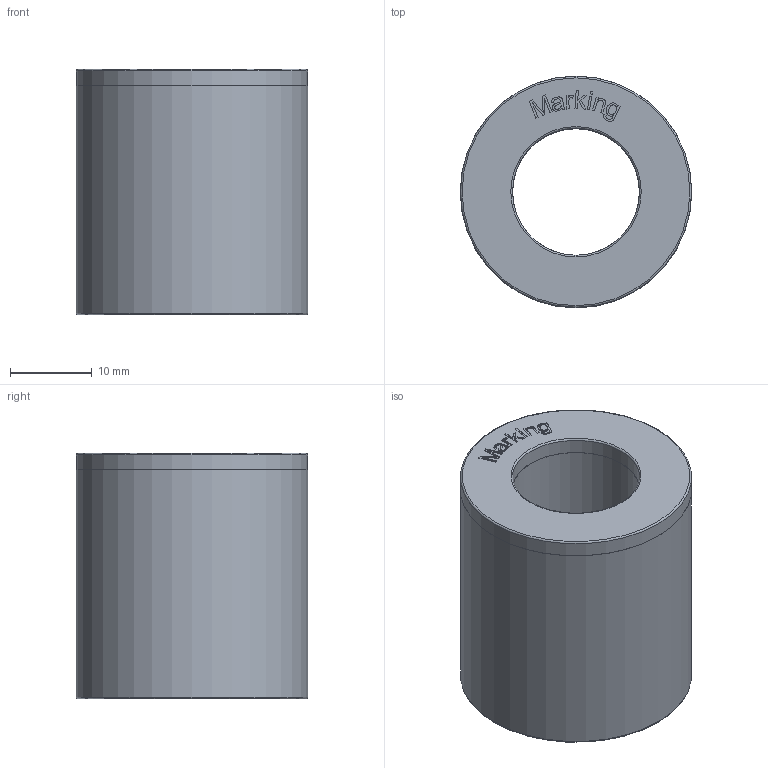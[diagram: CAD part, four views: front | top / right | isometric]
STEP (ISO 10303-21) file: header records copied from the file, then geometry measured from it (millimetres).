
FILE_DESCRIPTION(/* description */ ('Unknown'),/* implementation_level */ '2;1');
FILE_NAME(/* name */ '78216x151300',/* time_stamp */ '2019-03-21T10:32:25+01:00',/* author */ ('Unknown'),/* organization */ ('Unknown'),/* preprocessor_version */ 'ST-DEVELOPER v16.7',/* originating_system */ 'DEX',/* authorisation */ $);
FILE_SCHEMA (('AUTOMOTIVE_DESIGN {1 0 10303 214 3 1 1}'));
Length unit declared in the file: millimetre
Products named in the file (4): 78216x151300; base_15,5x28,3x30; core_15,5x28,3x30; cover_15,5x28,3
Assembly tree (3 placements, depth 2):
  78216x151300
    base_15,5x28,3x30
    core_15,5x28,3x30
    cover_15,5x28,3
Bounding box: 28.3 x 28.3 x 30 mm (x, y, z)
Volume: 11747.1 mm3; surface area: 14387.4 mm2
Topology: 3 solids, 3 shells, 116 faces, 258 edges, 170 vertices
Faces by surface type: plane 74, cylinder 15, bspline 15, torus 8, cone 4
Full cylindrical faces by diameter (mm): 1 x4, 15.5 x1, 15.55 x1, 17.5 x1, 17.55 x1, 18.1 x1, 25.6 x1, 26.25 x1, 26.3 x1, 28.25 x1, 28.3 x1
Entity records: 3821 total; most frequent: CARTESIAN_POINT 1302, ORIENTED_EDGE 458, DIRECTION 455, EDGE_CURVE 229, EDGE_LOOP 171, FACE_BOUND 171, VERTEX_POINT 168, LINE 153
